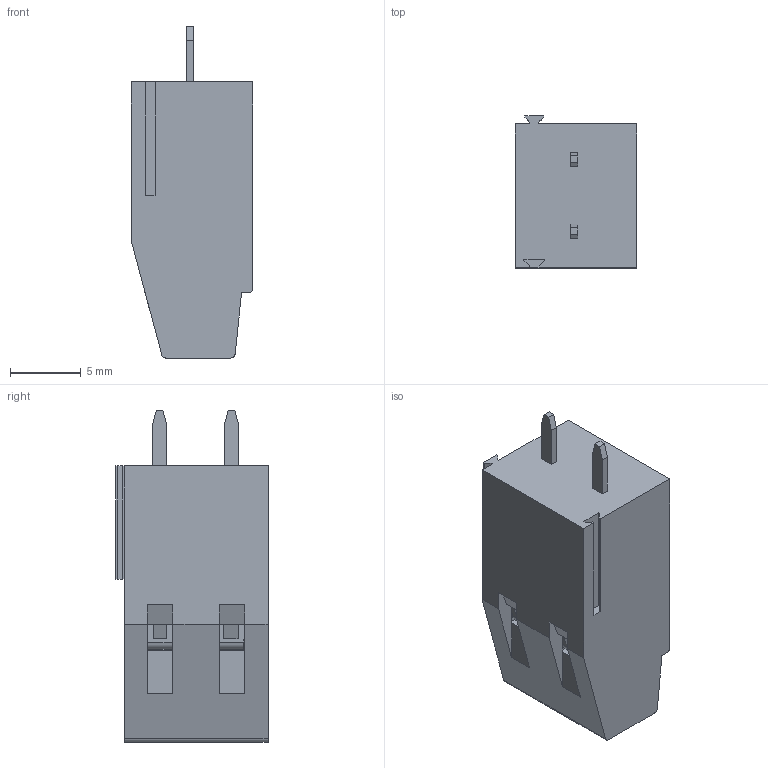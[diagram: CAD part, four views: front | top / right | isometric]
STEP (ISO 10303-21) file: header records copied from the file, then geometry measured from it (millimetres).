
FILE_DESCRIPTION( ( 'STEP AP214' ), '1' );
FILE_NAME( ' ', ' ', ( ' ' ), ( ' ' ), 'PSStep 13.0', 'VISI 18.0', ' ' );
FILE_SCHEMA( ( 'AUTOMOTIVE_DESIGN { 1 0 10303 214 1 1 1 1 }' ) );
Length unit declared in the file: millimetre
Products named in the file (1): 1
Bounding box: 8.6 x 10.74 x 23.45 mm (x, y, z)
Volume: 1371.2 mm3; surface area: 1535.9 mm2
Topology: 1 solids, 5 shells, 257 faces, 714 edges, 466 vertices
Faces by surface type: plane 238, cylinder 17, cone 2
Full cylindrical faces by diameter (mm): 3.7 x2, 3.9 x2
Entity records: 10157 total; most frequent: CARTESIAN_POINT 1504, ORIENTED_EDGE 1410, DIRECTION 1262, EDGE_CURVE 705, LINE 660, VECTOR 660, VERTEX_POINT 463, AXIS2_PLACEMENT_3D 301
